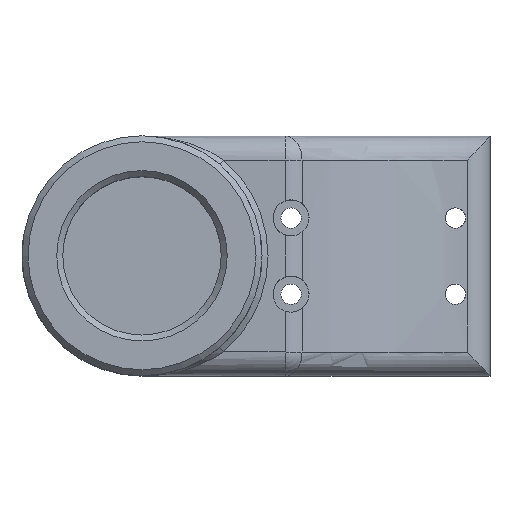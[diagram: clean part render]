
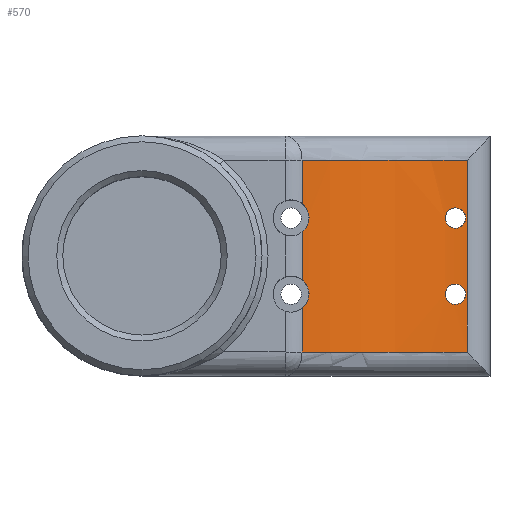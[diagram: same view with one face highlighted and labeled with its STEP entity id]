
A CAD part, top view. The second image highlights one B-rep face of the part: STEP entity #570.
In plain terms, the highlighted cylindrical face has radius 54.369 mm (diameter 108.738 mm), a partial arc.
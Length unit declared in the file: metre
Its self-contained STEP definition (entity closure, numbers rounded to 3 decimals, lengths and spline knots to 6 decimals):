
#42=B_SPLINE_CURVE_WITH_KNOTS('',3,(#1066,#1067,#1068,#1069,#1070,#1071,
#1072,#1073,#1074,#1075,#1076),.UNSPECIFIED.,.T.,.F.,(1,1,1,1,1,1,1,1,1,
1,1,1,1,1,1),(-0.005056,-0.003371,-0.001685,
0.,0.001685,0.003371,0.005056,0.006741,
0.008427,0.010112,0.011797,0.013483,
0.015168,0.016853,0.018539),.UNSPECIFIED.);
#43=B_SPLINE_CURVE_WITH_KNOTS('',3,(#1078,#1079,#1080,#1081,#1082,#1083,
#1084,#1085,#1086,#1087,#1088),.UNSPECIFIED.,.T.,.F.,(1,1,1,1,1,1,1,1,1,
1,1,1,1,1,1),(-0.005056,-0.003371,-0.001685,
0.,0.001685,0.003371,0.005056,0.006741,
0.008427,0.010112,0.011797,0.013483,
0.015168,0.016853,0.018539),.UNSPECIFIED.);
#44=B_SPLINE_CURVE_WITH_KNOTS('',3,(#1090,#1091,#1092,#1093,#1094,#1095,
#1096),.UNSPECIFIED.,.F.,.F.,(4,1,1,1,4),(0.,0.0019,
0.0038,0.0057,0.0076),
 .UNSPECIFIED.);
#45=B_SPLINE_CURVE_WITH_KNOTS('',3,(#1101,#1102,#1103,#1104,#1105,#1106,
#1107),.UNSPECIFIED.,.F.,.F.,(4,1,1,1,4),(0.,0.0019,
0.0038,0.0057,0.0076),
 .UNSPECIFIED.);
#62=LINE('',#1099,#88);
#63=LINE('',#1109,#89);
#64=LINE('',#1113,#90);
#65=LINE('',#1117,#91);
#88=VECTOR('',#716,1.);
#89=VECTOR('',#717,1.);
#90=VECTOR('',#720,1.);
#91=VECTOR('',#723,1.);
#129=ORIENTED_EDGE('',*,*,#283,.F.);
#130=ORIENTED_EDGE('',*,*,#284,.F.);
#131=ORIENTED_EDGE('',*,*,#285,.F.);
#132=ORIENTED_EDGE('',*,*,#286,.T.);
#133=ORIENTED_EDGE('',*,*,#287,.F.);
#134=ORIENTED_EDGE('',*,*,#288,.T.);
#135=ORIENTED_EDGE('',*,*,#289,.T.);
#136=ORIENTED_EDGE('',*,*,#290,.T.);
#137=ORIENTED_EDGE('',*,*,#291,.T.);
#138=ORIENTED_EDGE('',*,*,#292,.T.);
#283=EDGE_CURVE('',#358,#358,#42,.T.);
#284=EDGE_CURVE('',#359,#359,#43,.T.);
#285=EDGE_CURVE('',#360,#361,#44,.T.);
#286=EDGE_CURVE('',#360,#362,#62,.T.);
#287=EDGE_CURVE('',#363,#362,#45,.T.);
#288=EDGE_CURVE('',#363,#364,#63,.T.);
#289=EDGE_CURVE('',#364,#365,#399,.F.);
#290=EDGE_CURVE('',#365,#366,#64,.F.);
#291=EDGE_CURVE('',#366,#367,#400,.T.);
#292=EDGE_CURVE('',#367,#361,#65,.T.);
#358=VERTEX_POINT('',#1077);
#359=VERTEX_POINT('',#1089);
#360=VERTEX_POINT('',#1097);
#361=VERTEX_POINT('',#1098);
#362=VERTEX_POINT('',#1100);
#363=VERTEX_POINT('',#1108);
#364=VERTEX_POINT('',#1110);
#365=VERTEX_POINT('',#1112);
#366=VERTEX_POINT('',#1114);
#367=VERTEX_POINT('',#1116);
#399=CIRCLE('',#630,0.054369);
#400=CIRCLE('',#631,0.054369);
#431=EDGE_LOOP('',(#129));
#432=EDGE_LOOP('',(#130));
#433=EDGE_LOOP('',(#131,#132,#133,#134,#135,#136,#137,#138));
#495=FACE_BOUND('',#431,.T.);
#496=FACE_BOUND('',#432,.T.);
#497=FACE_BOUND('',#433,.T.);
#553=CYLINDRICAL_SURFACE('',#629,0.054369);
#570=ADVANCED_FACE('',(#495,#496,#497),#553,.F.);
#629=AXIS2_PLACEMENT_3D('',#1065,#714,#715);
#630=AXIS2_PLACEMENT_3D('',#1111,#718,#719);
#631=AXIS2_PLACEMENT_3D('',#1115,#721,#722);
#714=DIRECTION('',(0.,-1.,0.));
#715=DIRECTION('',(0.,0.,-1.));
#716=DIRECTION('',(0.,-1.,0.));
#717=DIRECTION('',(0.,-1.,0.));
#718=DIRECTION('',(0.,1.,0.));
#719=DIRECTION('',(0.,0.,1.));
#720=DIRECTION('',(0.,-1.,0.));
#721=DIRECTION('',(0.,1.,0.));
#722=DIRECTION('',(0.,0.,1.));
#723=DIRECTION('',(0.,-1.,0.));
#1065=CARTESIAN_POINT('',(0.072123,0.116308,0.062568));
#1066=CARTESIAN_POINT('',(0.068019,-0.009756,0.008349));
#1067=CARTESIAN_POINT('',(0.068724,-0.008064,0.008306));
#1068=CARTESIAN_POINT('',(0.06802,-0.006375,0.008349));
#1069=CARTESIAN_POINT('',(0.066336,-0.005684,0.008497));
#1070=CARTESIAN_POINT('',(0.064659,-0.006376,0.008708));
#1071=CARTESIAN_POINT('',(0.063955,-0.008064,0.008817));
#1072=CARTESIAN_POINT('',(0.064657,-0.00975,0.008709));
#1073=CARTESIAN_POINT('',(0.066333,-0.010445,0.008497));
#1074=CARTESIAN_POINT('',(0.068019,-0.009756,0.008349));
#1075=CARTESIAN_POINT('',(0.068724,-0.008064,0.008306));
#1076=CARTESIAN_POINT('',(0.06802,-0.006375,0.008349));
#1077=CARTESIAN_POINT('',(0.068489,-0.008065,0.00832));
#1078=CARTESIAN_POINT('',(0.068019,0.006373,0.008349));
#1079=CARTESIAN_POINT('',(0.068724,0.008065,0.008306));
#1080=CARTESIAN_POINT('',(0.06802,0.009754,0.008349));
#1081=CARTESIAN_POINT('',(0.066336,0.010445,0.008497));
#1082=CARTESIAN_POINT('',(0.064659,0.009753,0.008708));
#1083=CARTESIAN_POINT('',(0.063955,0.008065,0.008817));
#1084=CARTESIAN_POINT('',(0.064657,0.006379,0.008709));
#1085=CARTESIAN_POINT('',(0.066333,0.005684,0.008497));
#1086=CARTESIAN_POINT('',(0.068019,0.006373,0.008349));
#1087=CARTESIAN_POINT('',(0.068724,0.008065,0.008306));
#1088=CARTESIAN_POINT('',(0.06802,0.009754,0.008349));
#1089=CARTESIAN_POINT('',(0.068489,0.008065,0.00832));
#1090=CARTESIAN_POINT('',(0.033872,0.005051,0.02393));
#1091=CARTESIAN_POINT('',(0.034271,0.005359,0.023535));
#1092=CARTESIAN_POINT('',(0.035006,0.006169,0.022834));
#1093=CARTESIAN_POINT('',(0.035523,0.008058,0.022363));
#1094=CARTESIAN_POINT('',(0.035009,0.009958,0.022832));
#1095=CARTESIAN_POINT('',(0.034272,0.010769,0.023535));
#1096=CARTESIAN_POINT('',(0.033872,0.011078,0.02393));
#1097=CARTESIAN_POINT('',(0.033872,0.005051,0.02393));
#1098=CARTESIAN_POINT('',(0.033872,0.011078,0.02393));
#1099=CARTESIAN_POINT('',(0.033872,0.116308,0.02393));
#1100=CARTESIAN_POINT('',(0.033872,-0.005051,0.02393));
#1101=CARTESIAN_POINT('',(0.033872,-0.011078,0.02393));
#1102=CARTESIAN_POINT('',(0.034271,-0.01077,0.023535));
#1103=CARTESIAN_POINT('',(0.035006,-0.00996,0.022834));
#1104=CARTESIAN_POINT('',(0.035523,-0.008071,0.022363));
#1105=CARTESIAN_POINT('',(0.035009,-0.006171,0.022832));
#1106=CARTESIAN_POINT('',(0.034272,-0.00536,0.023535));
#1107=CARTESIAN_POINT('',(0.033872,-0.005051,0.02393));
#1108=CARTESIAN_POINT('',(0.033872,-0.011078,0.02393));
#1109=CARTESIAN_POINT('',(0.033872,0.116308,0.02393));
#1110=CARTESIAN_POINT('',(0.033872,-0.02032,0.02393));
#1111=CARTESIAN_POINT('',(0.072123,-0.02032,0.062568));
#1112=CARTESIAN_POINT('',(0.068883,-0.02032,0.008295));
#1113=CARTESIAN_POINT('',(0.068883,0.116308,0.008295));
#1114=CARTESIAN_POINT('',(0.068883,0.02032,0.008295));
#1115=CARTESIAN_POINT('',(0.072123,0.02032,0.062568));
#1116=CARTESIAN_POINT('',(0.033872,0.02032,0.02393));
#1117=CARTESIAN_POINT('',(0.033872,0.116308,0.02393));
